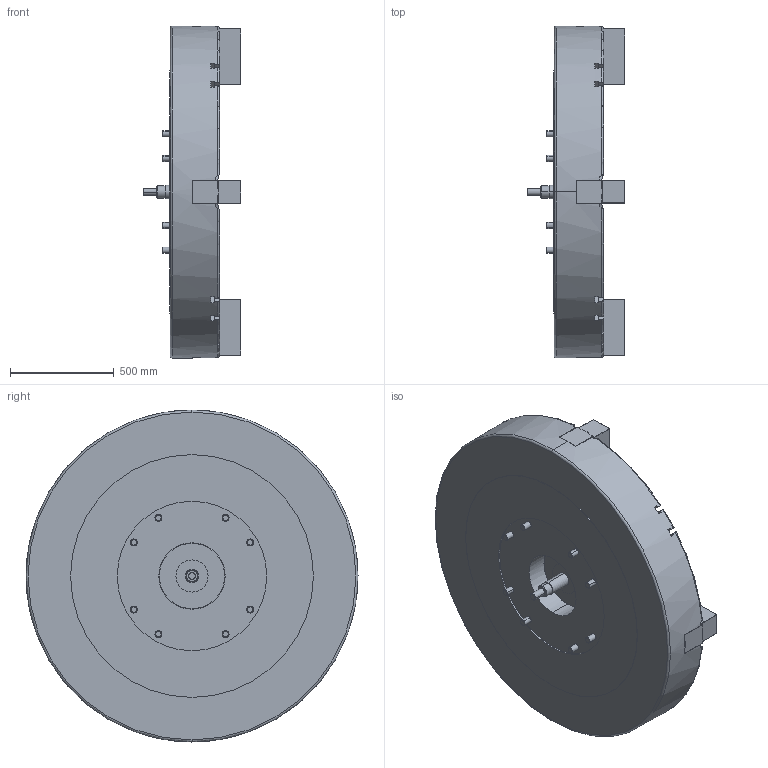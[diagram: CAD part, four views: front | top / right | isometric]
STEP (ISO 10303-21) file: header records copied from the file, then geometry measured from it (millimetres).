
FILE_DESCRIPTION (( 'STEP AP203' ), '1' );
FILE_NAME ('CF-4V-63.STEP', '2022-08-03T07:48:59', ( '' ), ( '' ), 'SwSTEP 2.0', 'SolidWorks 2020', '' );
FILE_SCHEMA (( 'CONFIG_CONTROL_DESIGN' ));
Length unit declared in the file: millimetre
Products named in the file (14): CF-3V-63-05000; 圓頭內六角螺栓_M30x220; CF-3V-63-17000; CF-3V-63-11000; CF-4V-63; CF-4V-63-01000; CF-3V-63-18000-1; CF-4V-63-02000; CF-3V-63-19010_3V-50-25000; CF-4V-63-03000; 圓頭內六角螺栓_M24x60; CF-3V-50-12010; 圓頭內六角螺栓_M16x35
Assembly tree (46 placements, depth 2):
  CF-4V-63
    CF-4V-63-01000
    CF-4V-63-02000
    CF-4V-63-03000
    CF-3V-50-12010
    CF-3V-63-05000
    CF-3V-63-17000  x4
    CF-3V-63-11000  x4
    CF-3V-63-18000-1
    CF-3V-63-19010_3V-50-25000
    圓頭內六角螺栓_M24x60  x12
    圓頭內六角螺栓_M16x35  x8
    圓頭內六角螺栓_M30x220  x8
    CF-3V-63-05000  x3
Bounding box: 470 x 1600 x 1600 mm (x, y, z)
Volume: 466075553 mm3; surface area: 9648087 mm2
Topology: 46 solids, 46 shells, 2359 faces, 6024 edges, 3790 vertices
Faces by surface type: plane 1455, cylinder 562, cone 320, torus 22
Entity records: 37519 total; most frequent: CARTESIAN_POINT 6919, DIRECTION 5971, ORIENTED_EDGE 5850, EDGE_CURVE 2925, AXIS2_PLACEMENT_3D 1992, LINE 1987, VECTOR 1987, VERTEX_POINT 1912
